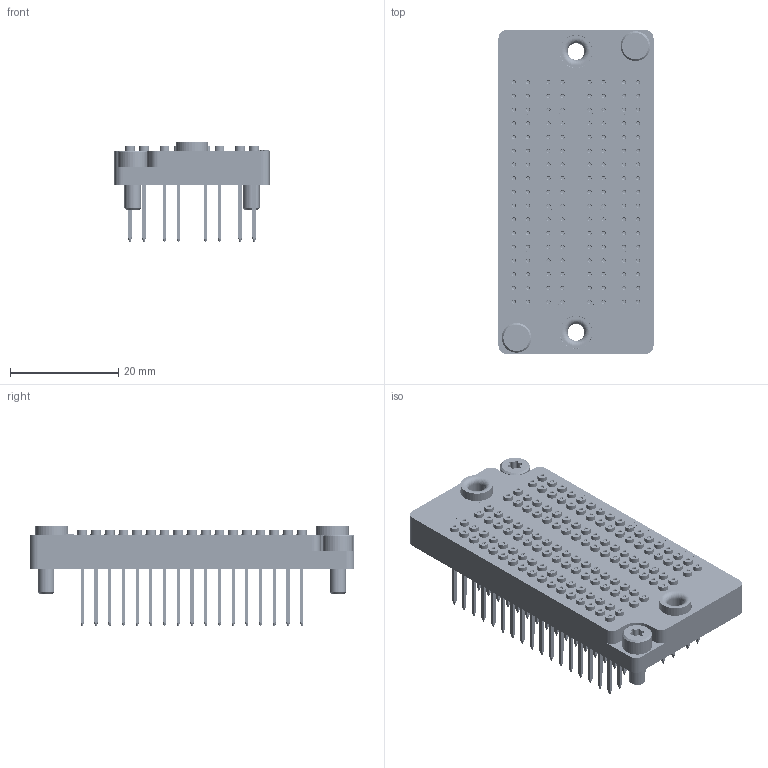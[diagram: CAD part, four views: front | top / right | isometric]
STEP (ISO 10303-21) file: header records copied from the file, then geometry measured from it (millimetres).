
FILE_DESCRIPTION (( 'STEP AP214' ), '1' );
FILE_NAME ('INGUN_109467.STEP', '2023-03-08T08:42:11', ( '' ), ( '' ), 'SwSTEP 2.0', 'SolidWorks 2021', '' );
FILE_SCHEMA (( 'AUTOMOTIVE_DESIGN' ));
Length unit declared in the file: millimetre
Products named in the file (7): 109468~2_S; INGUN_109467; INFO_4619~0_S; DIN912~n_M03,0x008; 3352~0; KT-Master__ADA~kt_KT-158 06
Assembly tree (143 placements, depth 3):
  INGUN_109467
    109468~2_S
      109468~2_S
      INFO_4619~0_S
    KT-Master__ADA~kt_KT-158 06  x136
    DIN912~n_M03,0x008  x2
    3352~0  x2
Bounding box: 28.7 x 60 x 18.66 mm (x, y, z)
Volume: 11140.8 mm3; surface area: 17379.8 mm2
Topology: 310 solids, 310 shells, 5696 faces, 12744 edges, 7808 vertices
Faces by surface type: cylinder 1976, plane 1653, cone 1648, torus 276, bspline 143
Entity records: 39994 total; most frequent: CARTESIAN_POINT 13763, ORIENTED_EDGE 4242, DIRECTION 4105, EDGE_CURVE 2121, AXIS2_PLACEMENT_3D 1483, VERTEX_POINT 1405, VECTOR 1139, LINE 1139
